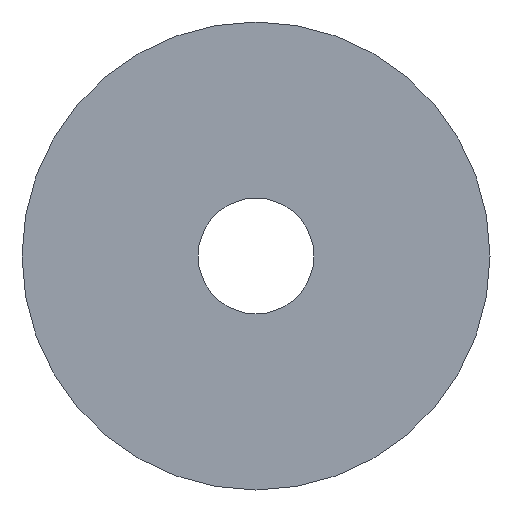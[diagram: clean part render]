
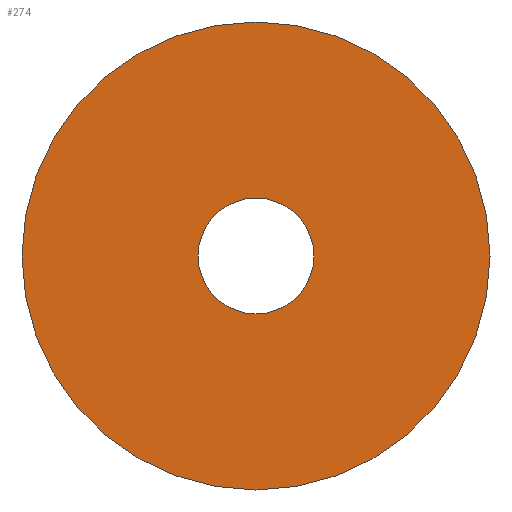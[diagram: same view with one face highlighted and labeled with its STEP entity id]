
A CAD part, left-side view. The second image highlights one B-rep face of the part: STEP entity #274.
In plain terms, the highlighted planar face has unit normal (-1, 0, 0).
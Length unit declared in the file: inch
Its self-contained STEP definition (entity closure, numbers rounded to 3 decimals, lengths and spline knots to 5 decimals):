
#24 = ORIENTED_EDGE ( 'NONE', *, *, #349, .T. ) ;
#29 = VERTEX_POINT ( 'NONE', #67 ) ;
#32 = EDGE_CURVE ( 'NONE', #29, #211, #317, .T. ) ;
#53 = CARTESIAN_POINT ( 'NONE',  ( 0., 0., 6.125 ) ) ;
#56 = EDGE_LOOP ( 'NONE', ( #60, #183 ) ) ;
#59 = CARTESIAN_POINT ( 'NONE',  ( 0., 6., 0. ) ) ;
#60 = ORIENTED_EDGE ( 'NONE', *, *, #32, .T. ) ;
#65 = DIRECTION ( 'NONE',  ( -1., 0., 0. ) ) ;
#67 = CARTESIAN_POINT ( 'NONE',  ( 0., 0., -1.51563 ) ) ;
#70 = CIRCLE ( 'NONE', #249, 1.51563 ) ;
#106 = CARTESIAN_POINT ( 'NONE',  ( 0., 0., 0. ) ) ;
#110 = AXIS2_PLACEMENT_3D ( 'NONE', #59, #152, #383 ) ;
#120 = EDGE_LOOP ( 'NONE', ( #199, #24 ) ) ;
#121 = FACE_BOUND ( 'NONE', #56, .T. ) ;
#127 = CARTESIAN_POINT ( 'NONE',  ( 0., 0., 0. ) ) ;
#132 = DIRECTION ( 'NONE',  ( -1., 0., 0. ) ) ;
#150 = PLANE ( 'NONE',  #110 ) ;
#152 = DIRECTION ( 'NONE',  ( 1., 0., 0. ) ) ;
#154 = CARTESIAN_POINT ( 'NONE',  ( 0., 0., 1.51563 ) ) ;
#155 = EDGE_CURVE ( 'NONE', #211, #29, #70, .T. ) ;
#156 = VERTEX_POINT ( 'NONE', #53 ) ;
#157 = AXIS2_PLACEMENT_3D ( 'NONE', #106, #132, #333 ) ;
#183 = ORIENTED_EDGE ( 'NONE', *, *, #155, .T. ) ;
#199 = ORIENTED_EDGE ( 'NONE', *, *, #329, .T. ) ;
#201 = AXIS2_PLACEMENT_3D ( 'NONE', #127, #65, #297 ) ;
#205 = CARTESIAN_POINT ( 'NONE',  ( 0., 0., -6.125 ) ) ;
#211 = VERTEX_POINT ( 'NONE', #154 ) ;
#213 = DIRECTION ( 'NONE',  ( 0., 0., -1. ) ) ;
#223 = DIRECTION ( 'NONE',  ( 0., 0., -1. ) ) ;
#236 = CARTESIAN_POINT ( 'NONE',  ( 0., 0., 0. ) ) ;
#249 = AXIS2_PLACEMENT_3D ( 'NONE', #345, #373, #223 ) ;
#274 = ADVANCED_FACE ( 'NONE', ( #121, #344 ), #150, .F. ) ;
#283 = VERTEX_POINT ( 'NONE', #205 ) ;
#285 = AXIS2_PLACEMENT_3D ( 'NONE', #236, #291, #213 ) ;
#291 = DIRECTION ( 'NONE',  ( 1., 0., 0. ) ) ;
#297 = DIRECTION ( 'NONE',  ( 0., 0., 1. ) ) ;
#302 = CIRCLE ( 'NONE', #157, 6.125 ) ;
#317 = CIRCLE ( 'NONE', #285, 1.51563 ) ;
#329 = EDGE_CURVE ( 'NONE', #156, #283, #302, .T. ) ;
#333 = DIRECTION ( 'NONE',  ( 0., 0., 1. ) ) ;
#344 = FACE_OUTER_BOUND ( 'NONE', #120, .T. ) ;
#345 = CARTESIAN_POINT ( 'NONE',  ( 0., 0., 0. ) ) ;
#349 = EDGE_CURVE ( 'NONE', #283, #156, #367, .T. ) ;
#367 = CIRCLE ( 'NONE', #201, 6.125 ) ;
#373 = DIRECTION ( 'NONE',  ( 1., 0., 0. ) ) ;
#383 = DIRECTION ( 'NONE',  ( 0., 0., -1. ) ) ;
